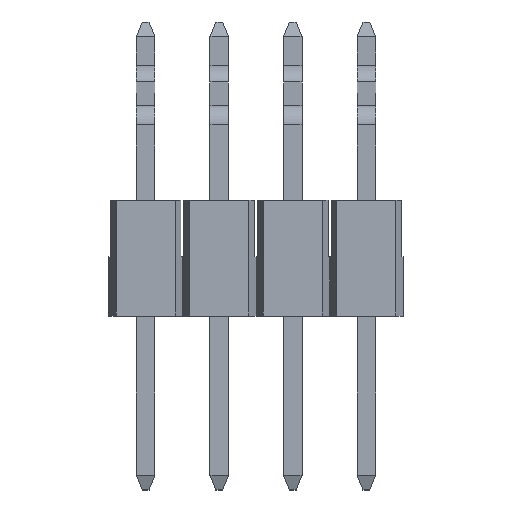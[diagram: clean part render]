
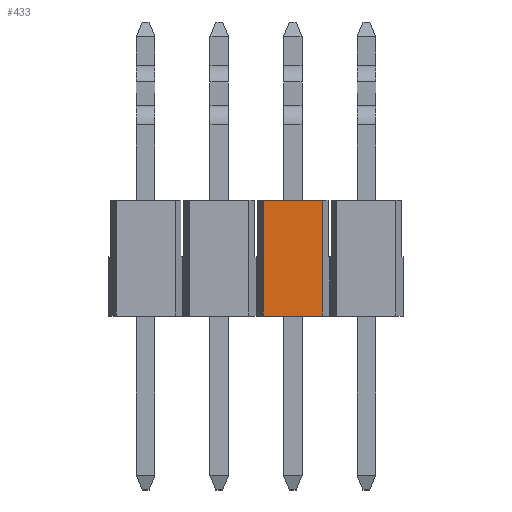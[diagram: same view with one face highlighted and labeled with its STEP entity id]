
A CAD part, top view. The second image highlights one B-rep face of the part: STEP entity #433.
In plain terms, the highlighted planar face has unit normal (0, 0, 1).
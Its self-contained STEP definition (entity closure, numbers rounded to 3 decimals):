
#433 = ADVANCED_FACE( '', ( #940 ), #941, .T. );
#940 = FACE_OUTER_BOUND( '', #1574, .T. );
#941 = PLANE( '', #1575 );
#1574 = EDGE_LOOP( '', ( #2455, #2456, #2457, #2458 ) );
#1575 = AXIS2_PLACEMENT_3D( '', #2459, #2460, #2461 );
#2455 = ORIENTED_EDGE( '', *, *, #3848, .T. );
#2456 = ORIENTED_EDGE( '', *, *, #4068, .F. );
#2457 = ORIENTED_EDGE( '', *, *, #4069, .F. );
#2458 = ORIENTED_EDGE( '', *, *, #4070, .T. );
#2459 = CARTESIAN_POINT( '', ( 5.08, -1.27, 2.54 ) );
#2460 = DIRECTION( '', ( 0., 0., 1. ) );
#2461 = DIRECTION( '', ( 0., -1., 0. ) );
#3848 = EDGE_CURVE( '', #4539, #4548, #4550, .T. );
#4068 = EDGE_CURVE( '', #4917, #4548, #4918, .T. );
#4069 = EDGE_CURVE( '', #4919, #4917, #4920, .T. );
#4070 = EDGE_CURVE( '', #4919, #4539, #4921, .T. );
#4539 = VERTEX_POINT( '', #5533 );
#4548 = VERTEX_POINT( '', #5546 );
#4550 = LINE( '', #5549, #5550 );
#4917 = VERTEX_POINT( '', #6076 );
#4918 = LINE( '', #6077, #6078 );
#4919 = VERTEX_POINT( '', #6079 );
#4920 = LINE( '', #6080, #6081 );
#4921 = LINE( '', #6082, #6083 );
#5533 = CARTESIAN_POINT( '', ( 0.25, 2.73, 2.54 ) );
#5546 = CARTESIAN_POINT( '', ( 0.25, -1.27, 2.54 ) );
#5549 = CARTESIAN_POINT( '', ( 0.25, 10.773, 2.54 ) );
#5550 = VECTOR( '', #6971, 1000. );
#6076 = CARTESIAN_POINT( '', ( 2.29, -1.27, 2.54 ) );
#6077 = CARTESIAN_POINT( '', ( 5.08, -1.27, 2.54 ) );
#6078 = VECTOR( '', #7176, 1000. );
#6079 = CARTESIAN_POINT( '', ( 2.29, 2.73, 2.54 ) );
#6080 = CARTESIAN_POINT( '', ( 2.29, 10.773, 2.54 ) );
#6081 = VECTOR( '', #7177, 1000. );
#6082 = CARTESIAN_POINT( '', ( 5.08, 2.73, 2.54 ) );
#6083 = VECTOR( '', #7178, 1000. );
#6971 = DIRECTION( '', ( 0., -1., 0. ) );
#7176 = DIRECTION( '', ( -1., 0., 0. ) );
#7177 = DIRECTION( '', ( 0., -1., 0. ) );
#7178 = DIRECTION( '', ( -1., 0., 0. ) );
